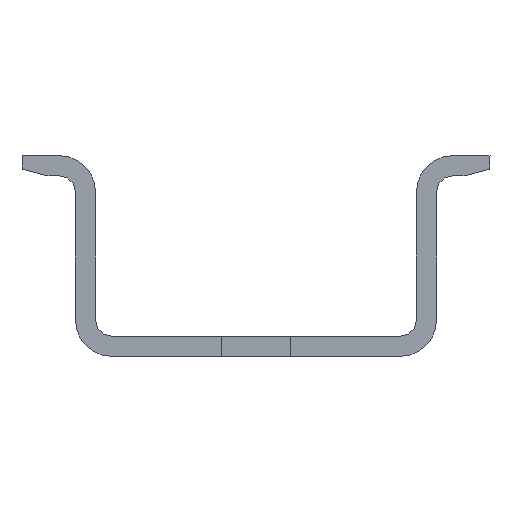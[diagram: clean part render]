
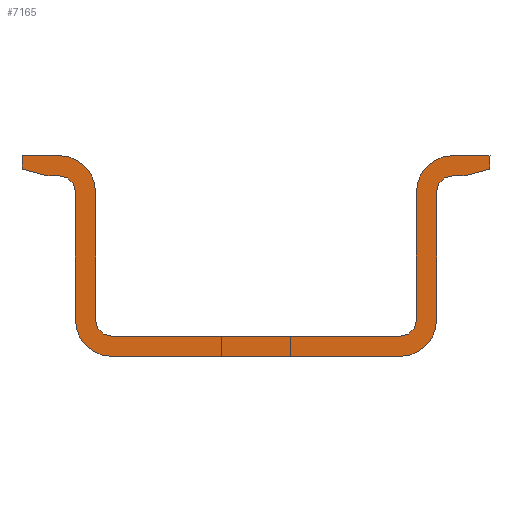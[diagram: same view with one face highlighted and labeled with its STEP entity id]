
A CAD part, front view. The second image highlights one B-rep face of the part: STEP entity #7165.
In plain terms, the highlighted planar face has unit normal (0, -1, 0).
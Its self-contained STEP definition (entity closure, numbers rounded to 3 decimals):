
#335=PLANE('',#7852);
#671=FACE_OUTER_BOUND('',#1015,.T.);
#1015=EDGE_LOOP('',(#5905,#5906,#5907,#5908,#5909,#5910,#5911,#5912,#5913,
#5914,#5915,#5916,#5917,#5918,#5919,#5920,#5921,#5922,#5923,#5924,#5925,
#5926));
#1839=LINE('',#11868,#2529);
#1840=LINE('',#11870,#2530);
#1841=LINE('',#11874,#2531);
#1842=LINE('',#11878,#2532);
#1843=LINE('',#11882,#2533);
#1844=LINE('',#11886,#2534);
#1845=LINE('',#11888,#2535);
#1846=LINE('',#11890,#2536);
#1847=LINE('',#11892,#2537);
#1848=LINE('',#11896,#2538);
#1849=LINE('',#11900,#2539);
#1850=LINE('',#11904,#2540);
#1851=LINE('',#11908,#2541);
#1852=LINE('',#11909,#2542);
#2529=VECTOR('',#9816,10.);
#2530=VECTOR('',#9817,10.);
#2531=VECTOR('',#9820,10.);
#2532=VECTOR('',#9823,10.);
#2533=VECTOR('',#9826,10.);
#2534=VECTOR('',#9829,10.);
#2535=VECTOR('',#9830,10.);
#2536=VECTOR('',#9831,10.);
#2537=VECTOR('',#9832,10.);
#2538=VECTOR('',#9835,10.);
#2539=VECTOR('',#9838,10.);
#2540=VECTOR('',#9841,10.);
#2541=VECTOR('',#9844,10.);
#2542=VECTOR('',#9845,10.);
#2899=CIRCLE('',#7853,1.2);
#2900=CIRCLE('',#7854,2.7);
#2901=CIRCLE('',#7855,2.7);
#2902=CIRCLE('',#7856,1.2);
#2903=CIRCLE('',#7857,2.7);
#2904=CIRCLE('',#7858,1.2);
#2905=CIRCLE('',#7859,1.2);
#2906=CIRCLE('',#7860,2.7);
#3555=VERTEX_POINT('',#11866);
#3556=VERTEX_POINT('',#11867);
#3557=VERTEX_POINT('',#11869);
#3558=VERTEX_POINT('',#11871);
#3559=VERTEX_POINT('',#11873);
#3560=VERTEX_POINT('',#11875);
#3561=VERTEX_POINT('',#11877);
#3562=VERTEX_POINT('',#11879);
#3563=VERTEX_POINT('',#11881);
#3564=VERTEX_POINT('',#11883);
#3565=VERTEX_POINT('',#11885);
#3566=VERTEX_POINT('',#11887);
#3567=VERTEX_POINT('',#11889);
#3568=VERTEX_POINT('',#11891);
#3569=VERTEX_POINT('',#11893);
#3570=VERTEX_POINT('',#11895);
#3571=VERTEX_POINT('',#11897);
#3572=VERTEX_POINT('',#11899);
#3573=VERTEX_POINT('',#11901);
#3574=VERTEX_POINT('',#11903);
#3575=VERTEX_POINT('',#11905);
#3576=VERTEX_POINT('',#11907);
#4559=EDGE_CURVE('',#3555,#3556,#1839,.T.);
#4560=EDGE_CURVE('',#3556,#3557,#1840,.T.);
#4561=EDGE_CURVE('',#3557,#3558,#2899,.T.);
#4562=EDGE_CURVE('',#3558,#3559,#1841,.T.);
#4563=EDGE_CURVE('',#3559,#3560,#2900,.T.);
#4564=EDGE_CURVE('',#3560,#3561,#1842,.T.);
#4565=EDGE_CURVE('',#3561,#3562,#2901,.T.);
#4566=EDGE_CURVE('',#3562,#3563,#1843,.T.);
#4567=EDGE_CURVE('',#3563,#3564,#2902,.T.);
#4568=EDGE_CURVE('',#3564,#3565,#1844,.T.);
#4569=EDGE_CURVE('',#3565,#3566,#1845,.T.);
#4570=EDGE_CURVE('',#3566,#3567,#1846,.T.);
#4571=EDGE_CURVE('',#3567,#3568,#1847,.T.);
#4572=EDGE_CURVE('',#3568,#3569,#2903,.T.);
#4573=EDGE_CURVE('',#3569,#3570,#1848,.T.);
#4574=EDGE_CURVE('',#3570,#3571,#2904,.T.);
#4575=EDGE_CURVE('',#3571,#3572,#1849,.T.);
#4576=EDGE_CURVE('',#3572,#3573,#2905,.T.);
#4577=EDGE_CURVE('',#3573,#3574,#1850,.T.);
#4578=EDGE_CURVE('',#3574,#3575,#2906,.T.);
#4579=EDGE_CURVE('',#3575,#3576,#1851,.T.);
#4580=EDGE_CURVE('',#3576,#3555,#1852,.T.);
#5905=ORIENTED_EDGE('',*,*,#4559,.T.);
#5906=ORIENTED_EDGE('',*,*,#4560,.T.);
#5907=ORIENTED_EDGE('',*,*,#4561,.T.);
#5908=ORIENTED_EDGE('',*,*,#4562,.T.);
#5909=ORIENTED_EDGE('',*,*,#4563,.T.);
#5910=ORIENTED_EDGE('',*,*,#4564,.T.);
#5911=ORIENTED_EDGE('',*,*,#4565,.T.);
#5912=ORIENTED_EDGE('',*,*,#4566,.T.);
#5913=ORIENTED_EDGE('',*,*,#4567,.T.);
#5914=ORIENTED_EDGE('',*,*,#4568,.T.);
#5915=ORIENTED_EDGE('',*,*,#4569,.T.);
#5916=ORIENTED_EDGE('',*,*,#4570,.T.);
#5917=ORIENTED_EDGE('',*,*,#4571,.T.);
#5918=ORIENTED_EDGE('',*,*,#4572,.T.);
#5919=ORIENTED_EDGE('',*,*,#4573,.T.);
#5920=ORIENTED_EDGE('',*,*,#4574,.T.);
#5921=ORIENTED_EDGE('',*,*,#4575,.T.);
#5922=ORIENTED_EDGE('',*,*,#4576,.T.);
#5923=ORIENTED_EDGE('',*,*,#4577,.T.);
#5924=ORIENTED_EDGE('',*,*,#4578,.T.);
#5925=ORIENTED_EDGE('',*,*,#4579,.T.);
#5926=ORIENTED_EDGE('',*,*,#4580,.T.);
#7165=ADVANCED_FACE('',(#671),#335,.T.);
#7852=AXIS2_PLACEMENT_3D('',#11865,#9814,#9815);
#7853=AXIS2_PLACEMENT_3D('',#11872,#9818,#9819);
#7854=AXIS2_PLACEMENT_3D('',#11876,#9821,#9822);
#7855=AXIS2_PLACEMENT_3D('',#11880,#9824,#9825);
#7856=AXIS2_PLACEMENT_3D('',#11884,#9827,#9828);
#7857=AXIS2_PLACEMENT_3D('',#11894,#9833,#9834);
#7858=AXIS2_PLACEMENT_3D('',#11898,#9836,#9837);
#7859=AXIS2_PLACEMENT_3D('',#11902,#9839,#9840);
#7860=AXIS2_PLACEMENT_3D('',#11906,#9842,#9843);
#9814=DIRECTION('center_axis',(0.,-1.,0.));
#9815=DIRECTION('ref_axis',(0.,0.,-1.));
#9816=DIRECTION('',(0.966,0.,-0.259));
#9817=DIRECTION('',(1.,0.,0.));
#9818=DIRECTION('center_axis',(0.,1.,0.));
#9819=DIRECTION('ref_axis',(0.,0.,1.));
#9820=DIRECTION('',(0.,0.,-1.));
#9821=DIRECTION('center_axis',(0.,-1.,0.));
#9822=DIRECTION('ref_axis',(0.,0.,1.));
#9823=DIRECTION('',(1.,0.,0.));
#9824=DIRECTION('center_axis',(0.,-1.,0.));
#9825=DIRECTION('ref_axis',(-1.,0.,0.));
#9826=DIRECTION('',(0.,0.,1.));
#9827=DIRECTION('center_axis',(0.,1.,0.));
#9828=DIRECTION('ref_axis',(-1.,0.,0.));
#9829=DIRECTION('',(1.,0.,0.));
#9830=DIRECTION('',(0.966,0.,0.259));
#9831=DIRECTION('',(0.,0.,1.));
#9832=DIRECTION('',(-1.,0.,0.));
#9833=DIRECTION('center_axis',(0.,-1.,0.));
#9834=DIRECTION('ref_axis',(1.,0.,0.));
#9835=DIRECTION('',(0.,0.,-1.));
#9836=DIRECTION('center_axis',(0.,1.,0.));
#9837=DIRECTION('ref_axis',(1.,0.,0.));
#9838=DIRECTION('',(-1.,0.,0.));
#9839=DIRECTION('center_axis',(0.,1.,0.));
#9840=DIRECTION('ref_axis',(0.,0.,-1.));
#9841=DIRECTION('',(0.,0.,1.));
#9842=DIRECTION('center_axis',(0.,-1.,0.));
#9843=DIRECTION('ref_axis',(0.,0.,-1.));
#9844=DIRECTION('',(-1.,0.,0.));
#9845=DIRECTION('',(0.,0.,-1.));
#11865=CARTESIAN_POINT('Origin',(0.,-1000.,5.733));
#11866=CARTESIAN_POINT('',(-17.5,-1000.,14.));
#11867=CARTESIAN_POINT('',(-15.634,-1000.,13.5));
#11868=CARTESIAN_POINT('',(-17.5,-1000.,14.));
#11869=CARTESIAN_POINT('',(-14.7,-1000.,13.5));
#11870=CARTESIAN_POINT('',(-15.634,-1000.,13.5));
#11871=CARTESIAN_POINT('',(-13.5,-1000.,12.3));
#11872=CARTESIAN_POINT('Origin',(-14.7,-1000.,12.3));
#11873=CARTESIAN_POINT('',(-13.5,-1000.,2.7));
#11874=CARTESIAN_POINT('',(-13.5,-1000.,12.3));
#11875=CARTESIAN_POINT('',(-10.8,-1000.,0.));
#11876=CARTESIAN_POINT('Origin',(-10.8,-1000.,2.7));
#11877=CARTESIAN_POINT('',(10.8,-1000.,0.));
#11878=CARTESIAN_POINT('',(-10.8,-1000.,0.));
#11879=CARTESIAN_POINT('',(13.5,-1000.,2.7));
#11880=CARTESIAN_POINT('Origin',(10.8,-1000.,2.7));
#11881=CARTESIAN_POINT('',(13.5,-1000.,12.3));
#11882=CARTESIAN_POINT('',(13.5,-1000.,2.7));
#11883=CARTESIAN_POINT('',(14.7,-1000.,13.5));
#11884=CARTESIAN_POINT('Origin',(14.7,-1000.,12.3));
#11885=CARTESIAN_POINT('',(15.634,-1000.,13.5));
#11886=CARTESIAN_POINT('',(14.7,-1000.,13.5));
#11887=CARTESIAN_POINT('',(17.5,-1000.,14.));
#11888=CARTESIAN_POINT('',(15.634,-1000.,13.5));
#11889=CARTESIAN_POINT('',(17.5,-1000.,15.));
#11890=CARTESIAN_POINT('',(17.5,-1000.,14.));
#11891=CARTESIAN_POINT('',(14.7,-1000.,15.));
#11892=CARTESIAN_POINT('',(17.5,-1000.,15.));
#11893=CARTESIAN_POINT('',(12.,-1000.,12.3));
#11894=CARTESIAN_POINT('Origin',(14.7,-1000.,12.3));
#11895=CARTESIAN_POINT('',(12.,-1000.,2.7));
#11896=CARTESIAN_POINT('',(12.,-1000.,12.3));
#11897=CARTESIAN_POINT('',(10.8,-1000.,1.5));
#11898=CARTESIAN_POINT('Origin',(10.8,-1000.,2.7));
#11899=CARTESIAN_POINT('',(-10.8,-1000.,1.5));
#11900=CARTESIAN_POINT('',(10.8,-1000.,1.5));
#11901=CARTESIAN_POINT('',(-12.,-1000.,2.7));
#11902=CARTESIAN_POINT('Origin',(-10.8,-1000.,2.7));
#11903=CARTESIAN_POINT('',(-12.,-1000.,12.3));
#11904=CARTESIAN_POINT('',(-12.,-1000.,2.7));
#11905=CARTESIAN_POINT('',(-14.7,-1000.,15.));
#11906=CARTESIAN_POINT('Origin',(-14.7,-1000.,12.3));
#11907=CARTESIAN_POINT('',(-17.5,-1000.,15.));
#11908=CARTESIAN_POINT('',(-14.7,-1000.,15.));
#11909=CARTESIAN_POINT('',(-17.5,-1000.,15.));
